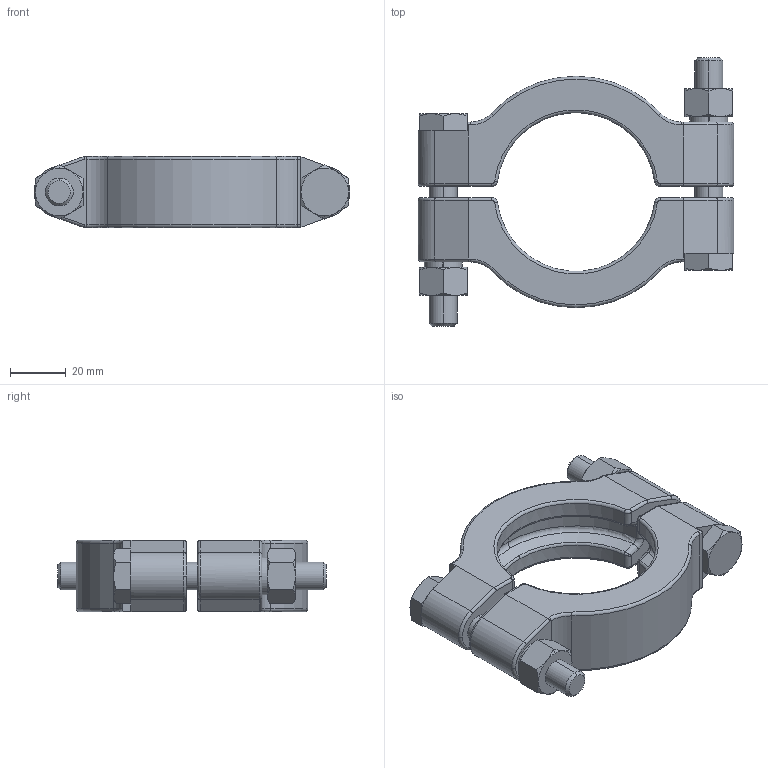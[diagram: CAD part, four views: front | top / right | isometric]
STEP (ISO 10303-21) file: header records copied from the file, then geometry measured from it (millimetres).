
FILE_DESCRIPTION (( 'STEP AP214' ), '1' );
FILE_NAME ('CL.SSH.0200.4 BLOCK.STEP', '2020-01-20T16:22:23', ( '' ), ( '' ), 'SwSTEP 2.0', 'SolidWorks 2019', '' );
FILE_SCHEMA (( 'AUTOMOTIVE_DESIGN' ));
Length unit declared in the file: millimetre
Products named in the file (1): CL.SSH.0200.4 BLOCK
Bounding box: 113 x 96 x 25.5 mm (x, y, z)
Volume: 97743.7 mm3; surface area: 31837.4 mm2
Topology: 1 solids, 1 shells, 286 faces, 670 edges, 386 vertices
Faces by surface type: plane 80, cylinder 76, cone 52, torus 46, bspline 32
Entity records: 9800 total; most frequent: CARTESIAN_POINT 3055, ORIENTED_EDGE 1324, DIRECTION 1300, EDGE_CURVE 662, AXIS2_PLACEMENT_3D 535, VERTEX_POINT 386, EDGE_LOOP 300, ADVANCED_FACE 286
